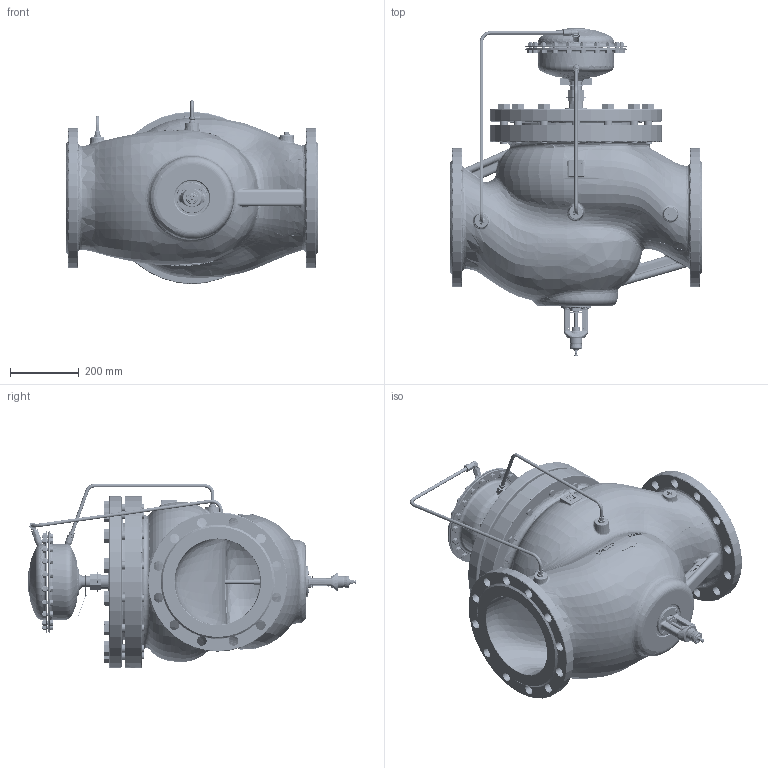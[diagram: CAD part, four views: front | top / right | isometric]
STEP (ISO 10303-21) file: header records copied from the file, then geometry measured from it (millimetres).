
FILE_DESCRIPTION((''),'2;1');
FILE_NAME('003G5512_AFQM2_PN16_DN250_0-2_A_ASM','2020-10-26T',('U258099'),('Danfoss'),'CREO PARAMETRIC BY PTC INC, 2018070','CREO PARAMETRIC BY PTC INC, 2018070','');
FILE_SCHEMA(('CONFIG_CONTROL_DESIGN'));
Products named in the file (49): 88650550_VALVE_BODY_VFQM_DN250_; 88650760_VALVE_COVER_VFG_DN250_; 54590640_1; 5454070_1; 88651450_CON_INS_SUB_DN250_ASM__ASM; HEX_SCREW_DIN931_M24X100_1; 88651210_YOKE_BODY_DN125_250_1; 88652270_SETT_SCREW_DN125-250_1; 88652330_STUFFING_BOX_DN150_250; 88652960_CV_PISTON_H_SUB_DN250__ASM; 88651380_SPINDLE_CV_DN250_1; 88652990_CV_PISTON_SUB_DN250_AS_ASM; 88652800_POINTER_VFQM_1; 88652760_FLOW_LABEL_DN250_1; HEX_SCREW_DIN933_M06X18_1; 51340030_1; 51817290_M5_ZATIC_1; 188610240_1; WALTER_CONNECTION_1; 8863078_ASM_1_ASM; 88653200_VFQM_DN250_PN16_ASM_1_ASM; 88670130_HOUSING320_PN16_M_AF35; 88673400_TUBE_FI38X10X62_MI_AF0; 88671660_PRESSURE_CONNECTOR_4MM; WELD_320_4MM_AF29_1; 88671530_COVER320_PN16_MINUS_AS_ASM; 88670160_HOUS_AFQ_320_PN16__AF0; 88671660_PRESSURE_CONNECTOR_AF0; 88672660_COVE_AFQ_320_PN16_PLUS_ASM; 88674000_SAFETY_VALVE_PLUS_ASM__ASM; 88674010_SAFETY_VALVE_MINUS_ASM_ASM; 55511011_1; 88670600_CONNECTING_NUT_G1_1_4_; 5454051_1; 88630330_1; 88630640_ASM_1_ASM; 51818000_1; 52017500_1; 51917340_1; 88673820_1 ...
Assembly tree (130 placements, depth 5):
  003G5512_AFQM2_PN16_DN250_0-2_A_ASM
    88653200_VFQM_DN250_PN16_ASM_1_ASM
      88650550_VALVE_BODY_VFQM_DN250_
      88650760_VALVE_COVER_VFG_DN250_
      88651450_CON_INS_SUB_DN250_ASM__ASM
        54590640_1  x3
        5454070_1  x2
      HEX_SCREW_DIN931_M24X100_1  x14
      88651210_YOKE_BODY_DN125_250_1
      88652270_SETT_SCREW_DN125-250_1
      88652960_CV_PISTON_H_SUB_DN250__ASM
        88652330_STUFFING_BOX_DN150_250
      88652990_CV_PISTON_SUB_DN250_AS_ASM
        88651380_SPINDLE_CV_DN250_1
      88652800_POINTER_VFQM_1
      88652760_FLOW_LABEL_DN250_1
      HEX_SCREW_DIN933_M06X18_1  x4
      51340030_1  x2
      51817290_M5_ZATIC_1
      188610240_1
      8863078_ASM_1_ASM  x2
        WALTER_CONNECTION_1
    003G5596_AFQ2_PN16_320CM2_ASM_1_ASM
      88671530_COVER320_PN16_MINUS_AS_ASM
        88670130_HOUSING320_PN16_M_AF35
        88673400_TUBE_FI38X10X62_MI_AF0
        88671660_PRESSURE_CONNECTOR_4MM
        WELD_320_4MM_AF29_1
      88672660_COVE_AFQ_320_PN16_PLUS_ASM
        88670160_HOUS_AFQ_320_PN16__AF0
        88671660_PRESSURE_CONNECTOR_AF0
      88674000_SAFETY_VALVE_PLUS_ASM__ASM
      88674010_SAFETY_VALVE_MINUS_ASM_ASM
      55511011_1
      88670600_CONNECTING_NUT_G1_1_4_
      5454051_1  x2
      88630640_ASM_1_ASM  x2
        8863078_ASM_1_ASM
          WALTER_CONNECTION_1
        88630330_1
      51818000_1  x20
      52017500_1  x20
      51917340_1  x20
      88673820_1
      88673810_LABEL_PLATE_PA_1
      88673840_1
      56722030_ASM_1_ASM
        PRIKLJUCEK_KOLENO_1
        WALTER_CONNECTION_NUT_1  x2
    88674620_TUBE_PL_AFQM_DN250-320
    88674630_TUBE_MI_AFQM_DN250-320
Bounding box: 730 x 953.8 x 534.07 mm (x, y, z)
Volume: 46199936.5 mm3; surface area: 4123214.2 mm2
Topology: 119 solids, 119 shells, 5659 faces, 14762 edges, 9446 vertices
Faces by surface type: plane 2590, cylinder 1237, cone 1017, bspline 393, torus 340, extrusion 47, sphere 28, revolution 7
Entity records: 164605 total; most frequent: CARTESIAN_POINT 70344, ORIENTED_EDGE 20760, DIRECTION 17565, EDGE_CURVE 10380, VERTEX_POINT 6752, AXIS2_PLACEMENT_3D 6251, VECTOR 5056, LINE 5009
